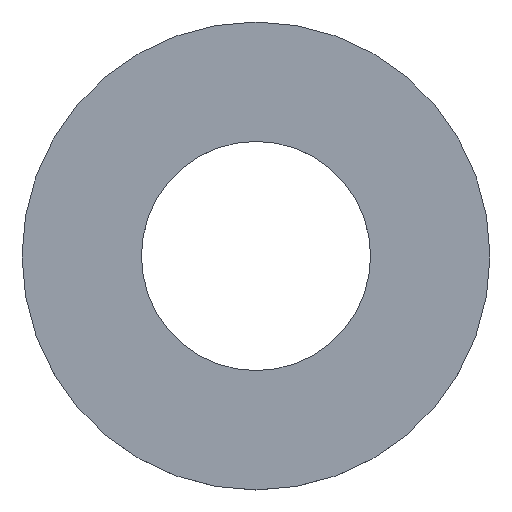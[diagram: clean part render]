
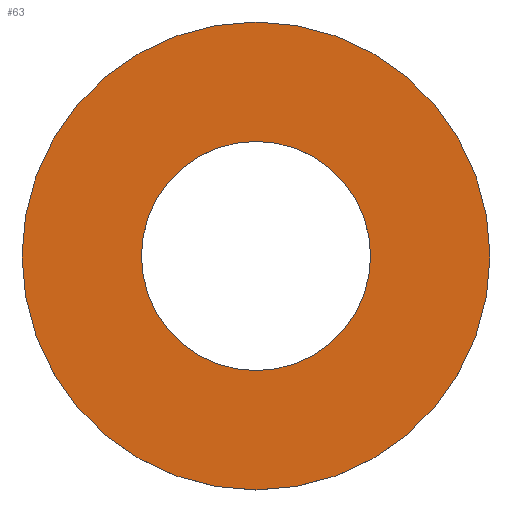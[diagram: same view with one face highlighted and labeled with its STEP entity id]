
A CAD part, top view. The second image highlights one B-rep face of the part: STEP entity #63.
In plain terms, the highlighted planar face has unit normal (0, 0, 1).
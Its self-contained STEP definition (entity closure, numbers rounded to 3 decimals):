
#16=FACE_BOUND('',#27,.T.);
#18=PLANE('',#90);
#21=FACE_OUTER_BOUND('',#26,.T.);
#26=EDGE_LOOP('',(#53));
#27=EDGE_LOOP('',(#54));
#34=CIRCLE('',#87,2.45);
#36=CIRCLE('',#91,1.2);
#38=VERTEX_POINT('',#117);
#40=VERTEX_POINT('',#124);
#43=EDGE_CURVE('',#38,#38,#34,.T.);
#45=EDGE_CURVE('',#40,#40,#36,.T.);
#53=ORIENTED_EDGE('',*,*,#43,.T.);
#54=ORIENTED_EDGE('',*,*,#45,.T.);
#63=ADVANCED_FACE('',(#21,#16),#18,.T.);
#87=AXIS2_PLACEMENT_3D('',#119,#100,#101);
#90=AXIS2_PLACEMENT_3D('',#123,#106,#107);
#91=AXIS2_PLACEMENT_3D('',#125,#108,#109);
#100=DIRECTION('center_axis',(0.,0.,1.));
#101=DIRECTION('ref_axis',(1.,0.,0.));
#106=DIRECTION('center_axis',(0.,0.,1.));
#107=DIRECTION('ref_axis',(1.,0.,0.));
#108=DIRECTION('center_axis',(0.,0.,-1.));
#109=DIRECTION('ref_axis',(1.,0.,0.));
#117=CARTESIAN_POINT('',(-2.45,0.,0.2));
#119=CARTESIAN_POINT('Origin',(0.,0.,0.2));
#123=CARTESIAN_POINT('Origin',(0.,0.,0.2));
#124=CARTESIAN_POINT('',(-1.2,0.,0.2));
#125=CARTESIAN_POINT('Origin',(0.,0.,0.2));
